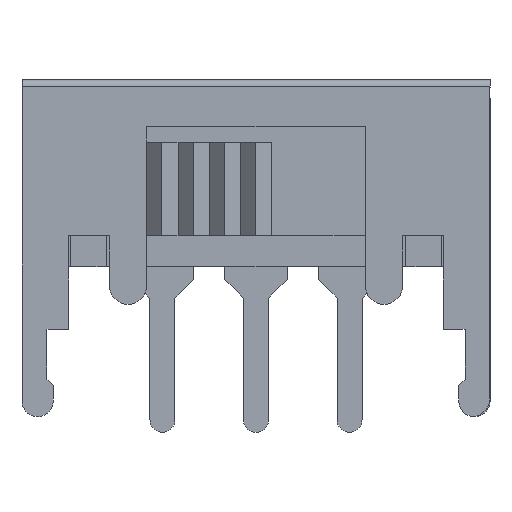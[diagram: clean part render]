
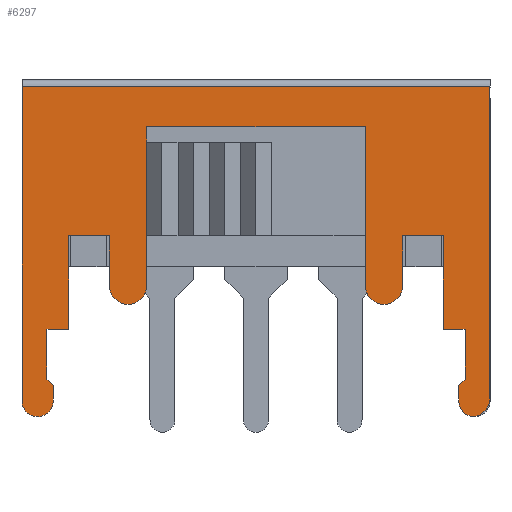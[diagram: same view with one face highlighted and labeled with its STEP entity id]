
A CAD part, front view. The second image highlights one B-rep face of the part: STEP entity #6297.
In plain terms, the highlighted face is planar.
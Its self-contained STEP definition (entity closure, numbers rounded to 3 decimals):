
#48=CIRCLE('',#6576,0.6);
#49=CIRCLE('',#6592,0.5);
#57=CIRCLE('',#6625,0.5);
#60=CIRCLE('',#6643,0.6);
#61=CIRCLE('',#6653,0.6);
#378=FACE_OUTER_BOUND('',#695,.T.);
#695=EDGE_LOOP('',(#5560,#5561,#5562,#5563,#5564,#5565,#5566,#5567,#5568,
#5569,#5570,#5571,#5572,#5573,#5574,#5575,#5576,#5577,#5578,#5579,#5580,
#5581,#5582,#5583,#5584,#5585,#5586));
#1375=LINE('',#9605,#2227);
#1399=LINE('',#9652,#2251);
#1403=LINE('',#9660,#2255);
#1408=LINE('',#9669,#2260);
#1411=LINE('',#9675,#2263);
#1414=LINE('',#9681,#2266);
#1416=LINE('',#9686,#2268);
#1419=LINE('',#9696,#2271);
#1426=LINE('',#9713,#2278);
#1487=LINE('',#9846,#2339);
#1492=LINE('',#9855,#2344);
#1495=LINE('',#9861,#2347);
#1498=LINE('',#9867,#2350);
#1501=LINE('',#9873,#2353);
#1521=LINE('',#9908,#2373);
#1525=LINE('',#9916,#2377);
#1529=LINE('',#9928,#2381);
#1537=LINE('',#9943,#2389);
#1542=LINE('',#9953,#2394);
#1545=LINE('',#9958,#2397);
#1546=LINE('',#9960,#2398);
#1547=LINE('',#9963,#2399);
#2227=VECTOR('',#7853,1000.);
#2251=VECTOR('',#7893,1000.);
#2255=VECTOR('',#7899,1000.);
#2260=VECTOR('',#7906,1000.);
#2263=VECTOR('',#7911,1000.);
#2266=VECTOR('',#7916,1000.);
#2268=VECTOR('',#7920,1000.);
#2271=VECTOR('',#7931,1000.);
#2278=VECTOR('',#7944,1000.);
#2339=VECTOR('',#8065,1000.);
#2344=VECTOR('',#8072,1000.);
#2347=VECTOR('',#8077,1000.);
#2350=VECTOR('',#8082,1000.);
#2353=VECTOR('',#8087,1000.);
#2373=VECTOR('',#8123,1000.);
#2377=VECTOR('',#8129,1000.);
#2381=VECTOR('',#8141,1000.);
#2389=VECTOR('',#8153,1000.);
#2394=VECTOR('',#8164,1000.);
#2397=VECTOR('',#8171,1000.);
#2398=VECTOR('',#8174,1000.);
#2399=VECTOR('',#8177,1000.);
#2873=VERTEX_POINT('',#9595);
#2876=VERTEX_POINT('',#9600);
#2877=VERTEX_POINT('',#9604);
#2892=VERTEX_POINT('',#9651);
#2895=VERTEX_POINT('',#9659);
#2897=VERTEX_POINT('',#9665);
#2899=VERTEX_POINT('',#9671);
#2901=VERTEX_POINT('',#9677);
#2904=VERTEX_POINT('',#9685);
#2905=VERTEX_POINT('',#9689);
#2907=VERTEX_POINT('',#9695);
#2914=VERTEX_POINT('',#9712);
#2953=VERTEX_POINT('',#9837);
#2954=VERTEX_POINT('',#9839);
#2956=VERTEX_POINT('',#9845);
#2958=VERTEX_POINT('',#9851);
#2960=VERTEX_POINT('',#9857);
#2962=VERTEX_POINT('',#9863);
#2964=VERTEX_POINT('',#9869);
#2972=VERTEX_POINT('',#9907);
#2975=VERTEX_POINT('',#9915);
#2976=VERTEX_POINT('',#9919);
#2978=VERTEX_POINT('',#9925);
#2979=VERTEX_POINT('',#9927);
#2984=VERTEX_POINT('',#9941);
#2986=VERTEX_POINT('',#9952);
#2987=VERTEX_POINT('',#9961);
#3682=EDGE_CURVE('',#2876,#2873,#48,.T.);
#3683=EDGE_CURVE('',#2873,#2877,#1375,.T.);
#3707=EDGE_CURVE('',#2877,#2892,#1399,.F.);
#3711=EDGE_CURVE('',#2892,#2895,#1403,.F.);
#3716=EDGE_CURVE('',#2895,#2897,#1408,.F.);
#3719=EDGE_CURVE('',#2897,#2899,#1411,.F.);
#3722=EDGE_CURVE('',#2899,#2901,#1414,.T.);
#3724=EDGE_CURVE('',#2901,#2904,#1416,.T.);
#3726=EDGE_CURVE('',#2904,#2905,#49,.T.);
#3729=EDGE_CURVE('',#2905,#2907,#1419,.F.);
#3738=EDGE_CURVE('',#2907,#2914,#1426,.F.);
#3802=EDGE_CURVE('',#2953,#2954,#57,.T.);
#3805=EDGE_CURVE('',#2954,#2956,#1487,.T.);
#3810=EDGE_CURVE('',#2956,#2958,#1492,.T.);
#3813=EDGE_CURVE('',#2958,#2960,#1495,.F.);
#3816=EDGE_CURVE('',#2960,#2962,#1498,.F.);
#3819=EDGE_CURVE('',#2962,#2964,#1501,.F.);
#3839=EDGE_CURVE('',#2964,#2972,#1521,.F.);
#3843=EDGE_CURVE('',#2972,#2975,#1525,.T.);
#3847=EDGE_CURVE('',#2975,#2976,#60,.T.);
#3849=EDGE_CURVE('',#2978,#2979,#1529,.F.);
#3857=EDGE_CURVE('',#2984,#2876,#1537,.T.);
#3862=EDGE_CURVE('',#2979,#2986,#1542,.T.);
#3865=EDGE_CURVE('',#2986,#2984,#1545,.F.);
#3866=EDGE_CURVE('',#2978,#2976,#1546,.F.);
#3867=EDGE_CURVE('',#2953,#2987,#61,.F.);
#3868=EDGE_CURVE('',#2987,#2914,#1547,.F.);
#5560=ORIENTED_EDGE('',*,*,#3862,.F.);
#5561=ORIENTED_EDGE('',*,*,#3849,.F.);
#5562=ORIENTED_EDGE('',*,*,#3866,.T.);
#5563=ORIENTED_EDGE('',*,*,#3847,.F.);
#5564=ORIENTED_EDGE('',*,*,#3843,.F.);
#5565=ORIENTED_EDGE('',*,*,#3839,.F.);
#5566=ORIENTED_EDGE('',*,*,#3819,.F.);
#5567=ORIENTED_EDGE('',*,*,#3816,.F.);
#5568=ORIENTED_EDGE('',*,*,#3813,.F.);
#5569=ORIENTED_EDGE('',*,*,#3810,.F.);
#5570=ORIENTED_EDGE('',*,*,#3805,.F.);
#5571=ORIENTED_EDGE('',*,*,#3802,.F.);
#5572=ORIENTED_EDGE('',*,*,#3867,.T.);
#5573=ORIENTED_EDGE('',*,*,#3868,.T.);
#5574=ORIENTED_EDGE('',*,*,#3738,.F.);
#5575=ORIENTED_EDGE('',*,*,#3729,.F.);
#5576=ORIENTED_EDGE('',*,*,#3726,.F.);
#5577=ORIENTED_EDGE('',*,*,#3724,.F.);
#5578=ORIENTED_EDGE('',*,*,#3722,.F.);
#5579=ORIENTED_EDGE('',*,*,#3719,.F.);
#5580=ORIENTED_EDGE('',*,*,#3716,.F.);
#5581=ORIENTED_EDGE('',*,*,#3711,.F.);
#5582=ORIENTED_EDGE('',*,*,#3707,.F.);
#5583=ORIENTED_EDGE('',*,*,#3683,.F.);
#5584=ORIENTED_EDGE('',*,*,#3682,.F.);
#5585=ORIENTED_EDGE('',*,*,#3857,.F.);
#5586=ORIENTED_EDGE('',*,*,#3865,.F.);
#5929=PLANE('',#6652);
#6297=ADVANCED_FACE('',(#378),#5929,.F.);
#6576=AXIS2_PLACEMENT_3D('',#9602,#7849,#7850);
#6592=AXIS2_PLACEMENT_3D('',#9690,#7924,#7925);
#6625=AXIS2_PLACEMENT_3D('',#9840,#8058,#8059);
#6643=AXIS2_PLACEMENT_3D('',#9923,#8136,#8137);
#6652=AXIS2_PLACEMENT_3D('',#9959,#8172,#8173);
#6653=AXIS2_PLACEMENT_3D('',#9962,#8175,#8176);
#7849=DIRECTION('center_axis',(0.,0.,1.));
#7850=DIRECTION('ref_axis',(0.,1.,0.));
#7853=DIRECTION('',(0.,-1.,0.));
#7893=DIRECTION('',(1.,0.,0.));
#7899=DIRECTION('',(0.,-1.,0.));
#7906=DIRECTION('',(1.,0.,0.));
#7911=DIRECTION('',(0.,-1.,0.));
#7916=DIRECTION('',(0.707,0.707,0.));
#7920=DIRECTION('',(0.,1.,0.));
#7924=DIRECTION('center_axis',(0.,0.,1.));
#7925=DIRECTION('ref_axis',(0.,1.,0.));
#7931=DIRECTION('',(0.,1.,0.));
#7944=DIRECTION('',(-1.,0.,0.));
#8058=DIRECTION('center_axis',(0.,0.,1.));
#8059=DIRECTION('ref_axis',(-0.095,0.995,0.));
#8065=DIRECTION('',(0.,-1.,0.));
#8072=DIRECTION('',(0.707,-0.707,0.));
#8077=DIRECTION('',(0.,1.,0.));
#8082=DIRECTION('',(1.,0.,0.));
#8087=DIRECTION('',(0.,1.,0.));
#8123=DIRECTION('',(1.,0.,0.));
#8129=DIRECTION('',(0.,1.,0.));
#8136=DIRECTION('center_axis',(0.,0.,1.));
#8137=DIRECTION('ref_axis',(1.,0.,0.));
#8141=DIRECTION('',(1.,0.,0.));
#8153=DIRECTION('',(0.,1.,0.));
#8164=DIRECTION('',(0.,1.,0.));
#8171=DIRECTION('',(0.,-1.,0.));
#8172=DIRECTION('center_axis',(0.,0.,1.));
#8173=DIRECTION('ref_axis',(0.,1.,0.));
#8174=DIRECTION('',(0.,-1.,0.));
#8175=DIRECTION('center_axis',(0.,0.,1.));
#8176=DIRECTION('ref_axis',(1.,0.,0.));
#8177=DIRECTION('',(0.,1.,0.));
#9595=CARTESIAN_POINT('',(-4.7,6.6,-2.8));
#9600=CARTESIAN_POINT('',(-3.5,6.6,-2.8));
#9602=CARTESIAN_POINT('Origin',(-4.1,6.6,-2.8));
#9604=CARTESIAN_POINT('',(-4.7,5.,-2.8));
#9605=CARTESIAN_POINT('',(-4.7,6.6,-2.8));
#9651=CARTESIAN_POINT('',(-6.,5.,-2.8));
#9652=CARTESIAN_POINT('',(-6.,5.,-2.8));
#9659=CARTESIAN_POINT('',(-6.,8.,-2.8));
#9660=CARTESIAN_POINT('',(-6.,8.,-2.8));
#9665=CARTESIAN_POINT('',(-6.7,8.,-2.8));
#9669=CARTESIAN_POINT('',(-6.7,8.,-2.8));
#9671=CARTESIAN_POINT('',(-6.7,9.6,-2.8));
#9675=CARTESIAN_POINT('',(-6.7,9.6,-2.8));
#9677=CARTESIAN_POINT('',(-6.5,9.8,-2.8));
#9681=CARTESIAN_POINT('',(-6.7,9.6,-2.8));
#9685=CARTESIAN_POINT('',(-6.5,10.3,-2.8));
#9686=CARTESIAN_POINT('',(-6.5,9.8,-2.8));
#9689=CARTESIAN_POINT('',(-7.5,10.3,-2.8));
#9690=CARTESIAN_POINT('Origin',(-7.,10.3,-2.8));
#9695=CARTESIAN_POINT('',(-7.5,0.23,-2.8));
#9696=CARTESIAN_POINT('',(-7.5,0.23,-2.8));
#9712=CARTESIAN_POINT('',(7.5,0.23,-2.8));
#9713=CARTESIAN_POINT('',(7.5,0.23,-2.8));
#9837=CARTESIAN_POINT('',(6.952,10.798,-2.8));
#9839=CARTESIAN_POINT('',(6.5,10.3,-2.8));
#9840=CARTESIAN_POINT('Origin',(7.,10.3,-2.8));
#9845=CARTESIAN_POINT('',(6.5,9.8,-2.8));
#9846=CARTESIAN_POINT('',(6.5,10.3,-2.8));
#9851=CARTESIAN_POINT('',(6.7,9.6,-2.8));
#9855=CARTESIAN_POINT('',(6.5,9.8,-2.8));
#9857=CARTESIAN_POINT('',(6.7,8.,-2.8));
#9861=CARTESIAN_POINT('',(6.7,8.,-2.8));
#9863=CARTESIAN_POINT('',(6.,8.,-2.8));
#9867=CARTESIAN_POINT('',(6.,8.,-2.8));
#9869=CARTESIAN_POINT('',(6.,5.,-2.8));
#9873=CARTESIAN_POINT('',(6.,5.,-2.8));
#9907=CARTESIAN_POINT('',(4.7,5.,-2.8));
#9908=CARTESIAN_POINT('',(4.7,5.,-2.8));
#9915=CARTESIAN_POINT('',(4.7,6.6,-2.8));
#9916=CARTESIAN_POINT('',(4.7,5.,-2.8));
#9919=CARTESIAN_POINT('',(3.5,6.6,-2.8));
#9923=CARTESIAN_POINT('Origin',(4.1,6.6,-2.8));
#9925=CARTESIAN_POINT('',(3.5,1.5,-2.8));
#9927=CARTESIAN_POINT('',(-3.5,1.5,-2.8));
#9928=CARTESIAN_POINT('',(-3.5,1.5,-2.8));
#9941=CARTESIAN_POINT('',(-3.5,5.,-2.8));
#9943=CARTESIAN_POINT('',(-3.5,5.,-2.8));
#9952=CARTESIAN_POINT('',(-3.5,2.,-2.8));
#9953=CARTESIAN_POINT('',(-3.5,1.5,-2.8));
#9958=CARTESIAN_POINT('',(-3.5,5.,-2.8));
#9959=CARTESIAN_POINT('Origin',(0.,5.515,-2.8));
#9960=CARTESIAN_POINT('',(3.5,6.6,-2.8));
#9961=CARTESIAN_POINT('',(7.5,10.2,-2.8));
#9962=CARTESIAN_POINT('Origin',(6.9,10.2,-2.8));
#9963=CARTESIAN_POINT('',(7.5,0.23,-2.8));
